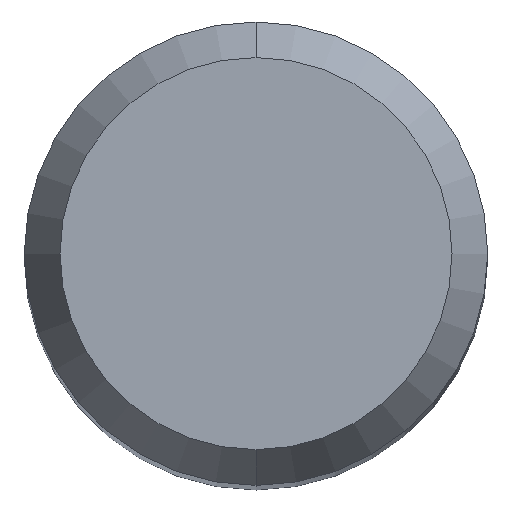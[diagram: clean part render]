
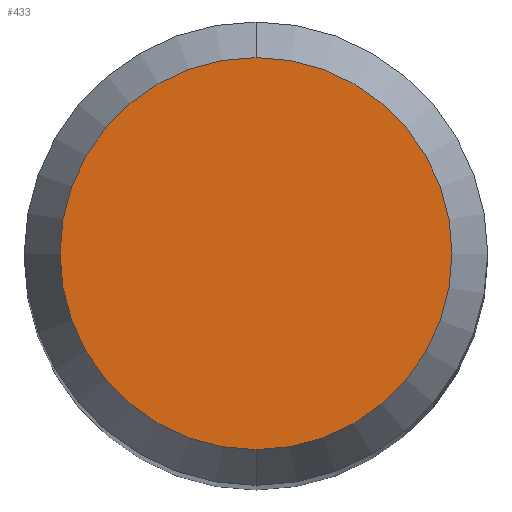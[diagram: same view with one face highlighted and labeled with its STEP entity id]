
A CAD part, top view. The second image highlights one B-rep face of the part: STEP entity #433.
In plain terms, the highlighted planar face has unit normal (0, 0, 1).
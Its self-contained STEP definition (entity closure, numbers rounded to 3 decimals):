
#171=EDGE_CURVE('',#247,#349,#462,.T.);
#247=VERTEX_POINT('',#548);
#319=EDGE_CURVE('',#349,#247,#629,.T.);
#349=VERTEX_POINT('',#661);
#433=ADVANCED_FACE('',(#750),#751,.T.);
#462=CIRCLE('',#774,2.538);
#548=CARTESIAN_POINT('',(0.0,2.538,0.0));
#629=CIRCLE('',#1096,2.538);
#661=CARTESIAN_POINT('',(0.,-2.538,0.0));
#750=FACE_OUTER_BOUND('',#1341,.T.);
#751=PLANE('',#1342);
#774=AXIS2_PLACEMENT_3D('',#1379,#1380,#1381);
#1096=AXIS2_PLACEMENT_3D('',#1581,#1582,#1583);
#1341=EDGE_LOOP('',(#1698,#1699));
#1342=AXIS2_PLACEMENT_3D('',#1700,#1701,#1702);
#1379=CARTESIAN_POINT('',(0.0,0.0,0.0));
#1380=DIRECTION('',(0.0,0.0,-1.0));
#1381=DIRECTION('',(0.0,1.0,0.0));
#1581=CARTESIAN_POINT('',(0.0,0.0,0.0));
#1582=DIRECTION('',(0.0,0.0,-1.0));
#1583=DIRECTION('',(0.0,1.0,0.0));
#1698=ORIENTED_EDGE('',*,*,#171,.F.);
#1699=ORIENTED_EDGE('',*,*,#319,.F.);
#1700=CARTESIAN_POINT('',(0.0,1.269,0.0));
#1701=DIRECTION('',(-0.0,0.0,1.0));
#1702=DIRECTION('',(0.0,-1.0,0.0));
